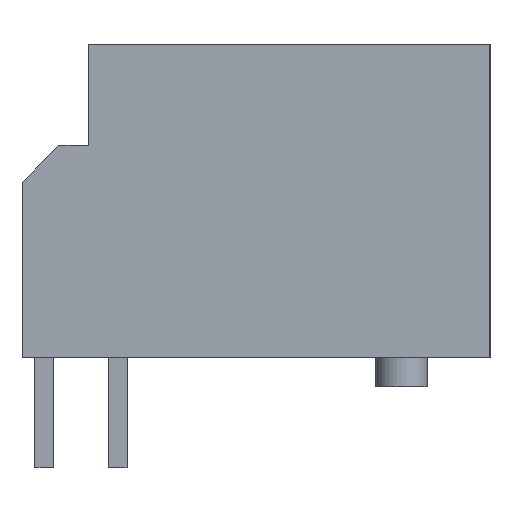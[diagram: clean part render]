
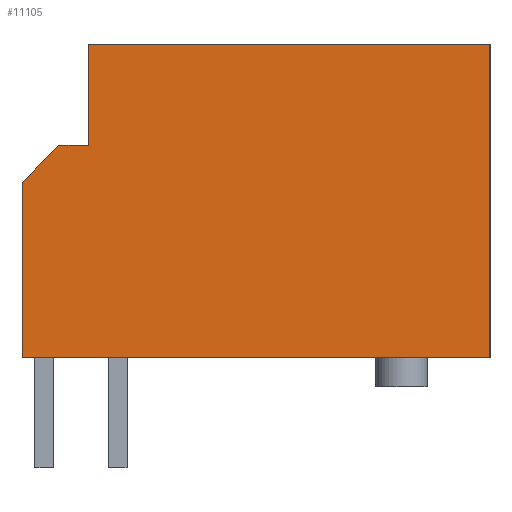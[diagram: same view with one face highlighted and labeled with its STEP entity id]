
A CAD part, left-side view. The second image highlights one B-rep face of the part: STEP entity #11105.
In plain terms, the highlighted planar face has unit normal (-1, 0, 0).
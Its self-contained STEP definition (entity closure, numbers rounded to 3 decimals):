
#2998 = PLANE('',#2999);
#2999 = AXIS2_PLACEMENT_3D('',#3000,#3001,#3002);
#3000 = CARTESIAN_POINT('',(-2.,-12.1,0.));
#3001 = DIRECTION('',(0.,0.,1.));
#3002 = DIRECTION('',(0.,1.,0.));
#3205 = VERTEX_POINT('',#3206);
#3206 = CARTESIAN_POINT('',(-2.,-12.1,0.));
#3220 = PLANE('',#3221);
#3221 = AXIS2_PLACEMENT_3D('',#3222,#3223,#3224);
#3222 = CARTESIAN_POINT('',(-2.,-12.1,8.5));
#3223 = DIRECTION('',(0.,1.,0.));
#3224 = DIRECTION('',(0.,0.,-1.));
#3232 = EDGE_CURVE('',#3233,#3205,#3235,.T.);
#3233 = VERTEX_POINT('',#3234);
#3234 = CARTESIAN_POINT('',(-2.,0.6,0.));
#3235 = SURFACE_CURVE('',#3236,(#3240,#3247),.PCURVE_S1.);
#3236 = LINE('',#3237,#3238);
#3237 = CARTESIAN_POINT('',(-2.,-12.1,0.));
#3238 = VECTOR('',#3239,1.);
#3239 = DIRECTION('',(0.,-1.,0.));
#3240 = PCURVE('',#2998,#3241);
#3241 = DEFINITIONAL_REPRESENTATION('',(#3242),#3246);
#3242 = LINE('',#3243,#3244);
#3243 = CARTESIAN_POINT('',(0.,0.));
#3244 = VECTOR('',#3245,1.);
#3245 = DIRECTION('',(-1.,0.));
#3246 = ( GEOMETRIC_REPRESENTATION_CONTEXT(2) 
PARAMETRIC_REPRESENTATION_CONTEXT() REPRESENTATION_CONTEXT('2D SPACE',''
  ) );
#3247 = PCURVE('',#3248,#3253);
#3248 = PLANE('',#3249);
#3249 = AXIS2_PLACEMENT_3D('',#3250,#3251,#3252);
#3250 = CARTESIAN_POINT('',(-2.,0.6,8.5));
#3251 = DIRECTION('',(-1.,0.,0.));
#3252 = DIRECTION('',(0.,0.,-1.));
#3253 = DEFINITIONAL_REPRESENTATION('',(#3254),#3258);
#3254 = LINE('',#3255,#3256);
#3255 = CARTESIAN_POINT('',(8.5,12.7));
#3256 = VECTOR('',#3257,1.);
#3257 = DIRECTION('',(0.,1.));
#3258 = ( GEOMETRIC_REPRESENTATION_CONTEXT(2) 
PARAMETRIC_REPRESENTATION_CONTEXT() REPRESENTATION_CONTEXT('2D SPACE',''
  ) );
#3276 = PLANE('',#3277);
#3277 = AXIS2_PLACEMENT_3D('',#3278,#3279,#3280);
#3278 = CARTESIAN_POINT('',(-2.,0.6,4.75));
#3279 = DIRECTION('',(0.,-1.,0.));
#3280 = DIRECTION('',(0.,0.,1.));
#5128 = PLANE('',#5129);
#5129 = AXIS2_PLACEMENT_3D('',#5130,#5131,#5132);
#5130 = CARTESIAN_POINT('',(-2.,0.6,4.75));
#5131 = DIRECTION('',(0.,-0.707,
    -0.707));
#5132 = DIRECTION('',(0.,-0.707,0.707
    ));
#5156 = PLANE('',#5157);
#5157 = AXIS2_PLACEMENT_3D('',#5158,#5159,#5160);
#5158 = CARTESIAN_POINT('',(-2.,-0.4,5.75));
#5159 = DIRECTION('',(0.,0.,-1.));
#5160 = DIRECTION('',(0.,-1.,0.));
#5182 = PLANE('',#5183);
#5183 = AXIS2_PLACEMENT_3D('',#5184,#5185,#5186);
#5184 = CARTESIAN_POINT('',(-2.,-1.2,5.75));
#5185 = DIRECTION('',(0.,-1.,0.));
#5186 = DIRECTION('',(0.,0.,1.));
#10474 = VERTEX_POINT('',#10475);
#10475 = CARTESIAN_POINT('',(-2.,-12.1,8.5));
#10489 = PLANE('',#10490);
#10490 = AXIS2_PLACEMENT_3D('',#10491,#10492,#10493);
#10491 = CARTESIAN_POINT('',(-2.,-12.1,8.5));
#10492 = DIRECTION('',(0.,0.,-1.));
#10493 = DIRECTION('',(0.,-1.,0.));
#10501 = EDGE_CURVE('',#3205,#10474,#10502,.T.);
#10502 = SURFACE_CURVE('',#10503,(#10507,#10514),.PCURVE_S1.);
#10503 = LINE('',#10504,#10505);
#10504 = CARTESIAN_POINT('',(-2.,-12.1,8.5));
#10505 = VECTOR('',#10506,1.);
#10506 = DIRECTION('',(0.,0.,1.));
#10507 = PCURVE('',#3220,#10508);
#10508 = DEFINITIONAL_REPRESENTATION('',(#10509),#10513);
#10509 = LINE('',#10510,#10511);
#10510 = CARTESIAN_POINT('',(0.,0.));
#10511 = VECTOR('',#10512,1.);
#10512 = DIRECTION('',(-1.,0.));
#10513 = ( GEOMETRIC_REPRESENTATION_CONTEXT(2) 
PARAMETRIC_REPRESENTATION_CONTEXT() REPRESENTATION_CONTEXT('2D SPACE',''
  ) );
#10514 = PCURVE('',#3248,#10515);
#10515 = DEFINITIONAL_REPRESENTATION('',(#10516),#10520);
#10516 = LINE('',#10517,#10518);
#10517 = CARTESIAN_POINT('',(0.,12.7));
#10518 = VECTOR('',#10519,1.);
#10519 = DIRECTION('',(-1.,0.));
#10520 = ( GEOMETRIC_REPRESENTATION_CONTEXT(2) 
PARAMETRIC_REPRESENTATION_CONTEXT() REPRESENTATION_CONTEXT('2D SPACE',''
  ) );
#10893 = VERTEX_POINT('',#10894);
#10894 = CARTESIAN_POINT('',(-2.,0.6,4.75));
#10917 = EDGE_CURVE('',#10893,#3233,#10918,.T.);
#10918 = SURFACE_CURVE('',#10919,(#10923,#10930),.PCURVE_S1.);
#10919 = LINE('',#10920,#10921);
#10920 = CARTESIAN_POINT('',(-2.,0.6,4.75));
#10921 = VECTOR('',#10922,1.);
#10922 = DIRECTION('',(0.,0.,-1.));
#10923 = PCURVE('',#3276,#10924);
#10924 = DEFINITIONAL_REPRESENTATION('',(#10925),#10929);
#10925 = LINE('',#10926,#10927);
#10926 = CARTESIAN_POINT('',(0.,0.));
#10927 = VECTOR('',#10928,1.);
#10928 = DIRECTION('',(-1.,0.));
#10929 = ( GEOMETRIC_REPRESENTATION_CONTEXT(2) 
PARAMETRIC_REPRESENTATION_CONTEXT() REPRESENTATION_CONTEXT('2D SPACE',''
  ) );
#10930 = PCURVE('',#3248,#10931);
#10931 = DEFINITIONAL_REPRESENTATION('',(#10932),#10936);
#10932 = LINE('',#10933,#10934);
#10933 = CARTESIAN_POINT('',(3.75,0.));
#10934 = VECTOR('',#10935,1.);
#10935 = DIRECTION('',(1.,0.));
#10936 = ( GEOMETRIC_REPRESENTATION_CONTEXT(2) 
PARAMETRIC_REPRESENTATION_CONTEXT() REPRESENTATION_CONTEXT('2D SPACE',''
  ) );
#11105 = ADVANCED_FACE('',(#11106),#3248,.T.);
#11106 = FACE_BOUND('',#11107,.T.);
#11107 = EDGE_LOOP('',(#11108,#11131,#11154,#11177,#11198,#11199,#11200)
  );
#11108 = ORIENTED_EDGE('',*,*,#11109,.T.);
#11109 = EDGE_CURVE('',#10474,#11110,#11112,.T.);
#11110 = VERTEX_POINT('',#11111);
#11111 = CARTESIAN_POINT('',(-2.,-1.2,8.5));
#11112 = SURFACE_CURVE('',#11113,(#11117,#11124),.PCURVE_S1.);
#11113 = LINE('',#11114,#11115);
#11114 = CARTESIAN_POINT('',(-2.,-12.1,8.5));
#11115 = VECTOR('',#11116,1.);
#11116 = DIRECTION('',(0.,1.,0.));
#11117 = PCURVE('',#3248,#11118);
#11118 = DEFINITIONAL_REPRESENTATION('',(#11119),#11123);
#11119 = LINE('',#11120,#11121);
#11120 = CARTESIAN_POINT('',(0.,12.7));
#11121 = VECTOR('',#11122,1.);
#11122 = DIRECTION('',(0.,-1.));
#11123 = ( GEOMETRIC_REPRESENTATION_CONTEXT(2) 
PARAMETRIC_REPRESENTATION_CONTEXT() REPRESENTATION_CONTEXT('2D SPACE',''
  ) );
#11124 = PCURVE('',#10489,#11125);
#11125 = DEFINITIONAL_REPRESENTATION('',(#11126),#11130);
#11126 = LINE('',#11127,#11128);
#11127 = CARTESIAN_POINT('',(0.,0.));
#11128 = VECTOR('',#11129,1.);
#11129 = DIRECTION('',(-1.,0.));
#11130 = ( GEOMETRIC_REPRESENTATION_CONTEXT(2) 
PARAMETRIC_REPRESENTATION_CONTEXT() REPRESENTATION_CONTEXT('2D SPACE',''
  ) );
#11131 = ORIENTED_EDGE('',*,*,#11132,.T.);
#11132 = EDGE_CURVE('',#11110,#11133,#11135,.T.);
#11133 = VERTEX_POINT('',#11134);
#11134 = CARTESIAN_POINT('',(-2.,-1.2,5.75));
#11135 = SURFACE_CURVE('',#11136,(#11140,#11147),.PCURVE_S1.);
#11136 = LINE('',#11137,#11138);
#11137 = CARTESIAN_POINT('',(-2.,-1.2,5.75));
#11138 = VECTOR('',#11139,1.);
#11139 = DIRECTION('',(0.,0.,-1.));
#11140 = PCURVE('',#3248,#11141);
#11141 = DEFINITIONAL_REPRESENTATION('',(#11142),#11146);
#11142 = LINE('',#11143,#11144);
#11143 = CARTESIAN_POINT('',(2.75,1.8));
#11144 = VECTOR('',#11145,1.);
#11145 = DIRECTION('',(1.,0.));
#11146 = ( GEOMETRIC_REPRESENTATION_CONTEXT(2) 
PARAMETRIC_REPRESENTATION_CONTEXT() REPRESENTATION_CONTEXT('2D SPACE',''
  ) );
#11147 = PCURVE('',#5182,#11148);
#11148 = DEFINITIONAL_REPRESENTATION('',(#11149),#11153);
#11149 = LINE('',#11150,#11151);
#11150 = CARTESIAN_POINT('',(0.,0.));
#11151 = VECTOR('',#11152,1.);
#11152 = DIRECTION('',(-1.,0.));
#11153 = ( GEOMETRIC_REPRESENTATION_CONTEXT(2) 
PARAMETRIC_REPRESENTATION_CONTEXT() REPRESENTATION_CONTEXT('2D SPACE',''
  ) );
#11154 = ORIENTED_EDGE('',*,*,#11155,.T.);
#11155 = EDGE_CURVE('',#11133,#11156,#11158,.T.);
#11156 = VERTEX_POINT('',#11157);
#11157 = CARTESIAN_POINT('',(-2.,-0.4,5.75));
#11158 = SURFACE_CURVE('',#11159,(#11163,#11170),.PCURVE_S1.);
#11159 = LINE('',#11160,#11161);
#11160 = CARTESIAN_POINT('',(-2.,-0.4,5.75));
#11161 = VECTOR('',#11162,1.);
#11162 = DIRECTION('',(0.,1.,0.));
#11163 = PCURVE('',#3248,#11164);
#11164 = DEFINITIONAL_REPRESENTATION('',(#11165),#11169);
#11165 = LINE('',#11166,#11167);
#11166 = CARTESIAN_POINT('',(2.75,1.));
#11167 = VECTOR('',#11168,1.);
#11168 = DIRECTION('',(0.,-1.));
#11169 = ( GEOMETRIC_REPRESENTATION_CONTEXT(2) 
PARAMETRIC_REPRESENTATION_CONTEXT() REPRESENTATION_CONTEXT('2D SPACE',''
  ) );
#11170 = PCURVE('',#5156,#11171);
#11171 = DEFINITIONAL_REPRESENTATION('',(#11172),#11176);
#11172 = LINE('',#11173,#11174);
#11173 = CARTESIAN_POINT('',(0.,0.));
#11174 = VECTOR('',#11175,1.);
#11175 = DIRECTION('',(-1.,0.));
#11176 = ( GEOMETRIC_REPRESENTATION_CONTEXT(2) 
PARAMETRIC_REPRESENTATION_CONTEXT() REPRESENTATION_CONTEXT('2D SPACE',''
  ) );
#11177 = ORIENTED_EDGE('',*,*,#11178,.T.);
#11178 = EDGE_CURVE('',#11156,#10893,#11179,.T.);
#11179 = SURFACE_CURVE('',#11180,(#11184,#11191),.PCURVE_S1.);
#11180 = LINE('',#11181,#11182);
#11181 = CARTESIAN_POINT('',(-2.,0.6,4.75));
#11182 = VECTOR('',#11183,1.);
#11183 = DIRECTION('',(0.,0.707,
    -0.707));
#11184 = PCURVE('',#3248,#11185);
#11185 = DEFINITIONAL_REPRESENTATION('',(#11186),#11190);
#11186 = LINE('',#11187,#11188);
#11187 = CARTESIAN_POINT('',(3.75,0.));
#11188 = VECTOR('',#11189,1.);
#11189 = DIRECTION('',(0.707,-0.707));
#11190 = ( GEOMETRIC_REPRESENTATION_CONTEXT(2) 
PARAMETRIC_REPRESENTATION_CONTEXT() REPRESENTATION_CONTEXT('2D SPACE',''
  ) );
#11191 = PCURVE('',#5128,#11192);
#11192 = DEFINITIONAL_REPRESENTATION('',(#11193),#11197);
#11193 = LINE('',#11194,#11195);
#11194 = CARTESIAN_POINT('',(0.,0.));
#11195 = VECTOR('',#11196,1.);
#11196 = DIRECTION('',(-1.,0.));
#11197 = ( GEOMETRIC_REPRESENTATION_CONTEXT(2) 
PARAMETRIC_REPRESENTATION_CONTEXT() REPRESENTATION_CONTEXT('2D SPACE',''
  ) );
#11198 = ORIENTED_EDGE('',*,*,#10917,.T.);
#11199 = ORIENTED_EDGE('',*,*,#3232,.T.);
#11200 = ORIENTED_EDGE('',*,*,#10501,.T.);
